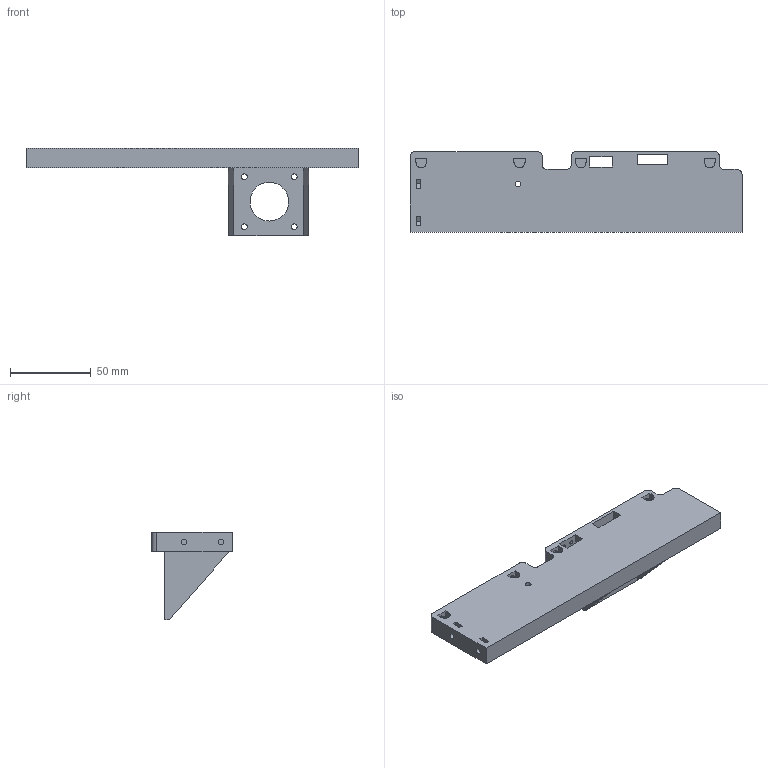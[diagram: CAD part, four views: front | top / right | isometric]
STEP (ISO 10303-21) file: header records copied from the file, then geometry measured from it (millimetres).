
FILE_DESCRIPTION(/* description */ (''),/* implementation_level */ '2;1');
FILE_NAME(/* name */ 'Base back v19.step',/* time_stamp */ '2023-01-02T10:56:23+01:00',/* author */ (''),/* organization */ (''),/* preprocessor_version */ 'ST-DEVELOPER v19.2',/* originating_system */ 'Autodesk Translation Framework v11.17.0.187',/* authorisation */ '');
FILE_SCHEMA (('AUTOMOTIVE_DESIGN { 1 0 10303 214 3 1 1 }'));
Length unit declared in the file: millimetre
Products named in the file (1): Base back
Bounding box: 206 x 50 x 54 mm (x, y, z)
Volume: 124883.4 mm3; surface area: 35255 mm2
Topology: 1 solids, 1 shells, 123 faces, 325 edges, 216 vertices
Faces by surface type: plane 94, cylinder 29
Full cylindrical faces by diameter (mm): 2.3 x2, 3.5 x13, 6 x1, 24 x1
Entity records: 3878 total; most frequent: CARTESIAN_POINT 665, ORIENTED_EDGE 650, DIRECTION 631, EDGE_CURVE 325, LINE 267, VECTOR 267, VERTEX_POINT 216, AXIS2_PLACEMENT_3D 182
